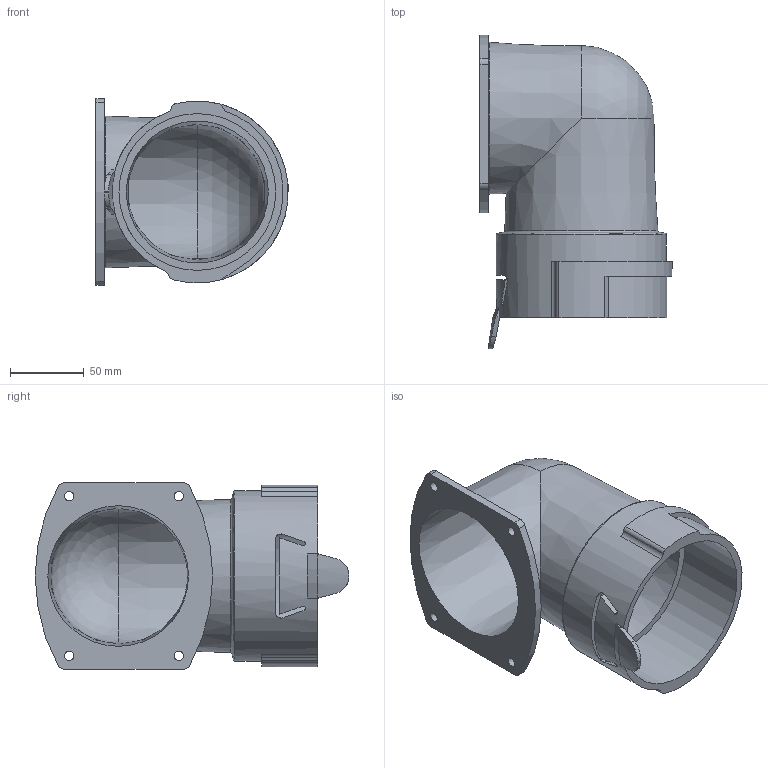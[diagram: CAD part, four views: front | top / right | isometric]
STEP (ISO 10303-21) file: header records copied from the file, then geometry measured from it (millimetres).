
FILE_DESCRIPTION( ( 'STEP AP203' ), '1' );
FILE_NAME( 'FLEXA WFP 5032.007.095.stp', '2020-03-26T08:57:05', ( 'License CC BY-ND 4.0' ), ( 'CADENAS' ), ' ', 'PARTsolutions', ' ' );
FILE_SCHEMA( ( 'CONFIG_CONTROL_DESIGN' ) );
Length unit declared in the file: millimetre
Products named in the file (1): _FLEXA WFP 5032.007.095
Bounding box: 129.82 x 212 x 126 mm (x, y, z)
Volume: 309153.2 mm3; surface area: 145273 mm2
Topology: 1 solids, 1 shells, 61 faces, 164 edges, 105 vertices
Faces by surface type: cylinder 25, plane 23, cone 8, torus 3, sphere 2
Full cylindrical faces by diameter (mm): 6.3 x4, 106 x1, 115 x1
Entity records: 2286 total; most frequent: CARTESIAN_POINT 737, DIRECTION 328, ORIENTED_EDGE 290, EDGE_CURVE 145, AXIS2_PLACEMENT_3D 137, VERTEX_POINT 102, EDGE_LOOP 89, FACE_OUTER_BOUND 70
